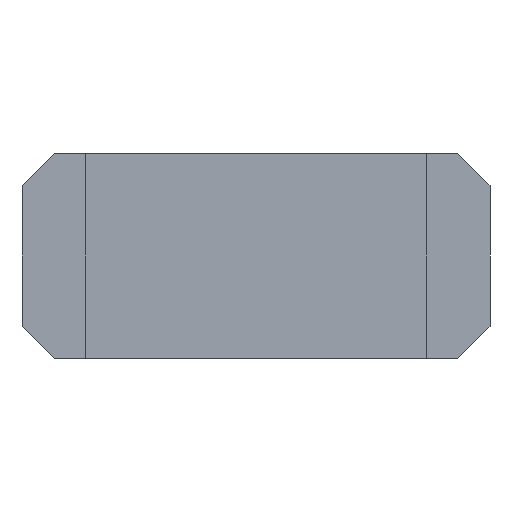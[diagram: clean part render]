
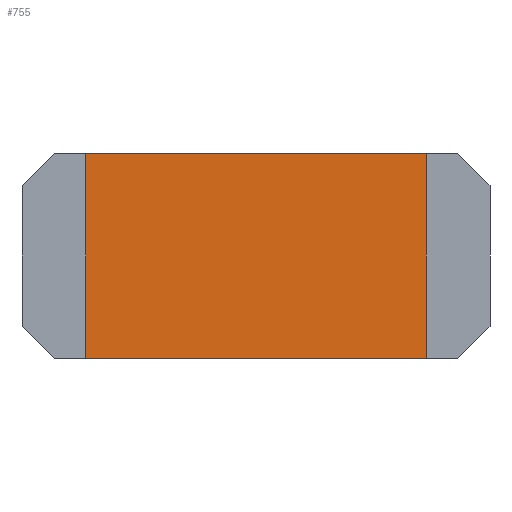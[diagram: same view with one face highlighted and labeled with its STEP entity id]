
A CAD part, front view. The second image highlights one B-rep face of the part: STEP entity #755.
In plain terms, the highlighted planar face has unit normal (0, -1, 0).
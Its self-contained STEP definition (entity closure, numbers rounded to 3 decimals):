
#18=PLANE('',#829);
#80=FACE_OUTER_BOUND('',#120,.T.);
#120=EDGE_LOOP('',(#550,#551,#552,#553));
#168=LINE('',#1194,#244);
#170=LINE('',#1198,#246);
#171=LINE('',#1200,#247);
#172=LINE('',#1201,#248);
#244=VECTOR('',#961,1000.);
#246=VECTOR('',#965,1000.);
#247=VECTOR('',#966,1000.);
#248=VECTOR('',#967,1000.);
#338=VERTEX_POINT('',#1191);
#339=VERTEX_POINT('',#1193);
#340=VERTEX_POINT('',#1197);
#341=VERTEX_POINT('',#1199);
#424=EDGE_CURVE('',#339,#338,#168,.T.);
#426=EDGE_CURVE('',#338,#340,#170,.T.);
#427=EDGE_CURVE('',#341,#340,#171,.T.);
#428=EDGE_CURVE('',#339,#341,#172,.T.);
#550=ORIENTED_EDGE('',*,*,#426,.T.);
#551=ORIENTED_EDGE('',*,*,#427,.F.);
#552=ORIENTED_EDGE('',*,*,#428,.F.);
#553=ORIENTED_EDGE('',*,*,#424,.T.);
#755=ADVANCED_FACE('',(#80),#18,.F.);
#829=AXIS2_PLACEMENT_3D('',#1196,#963,#964);
#961=DIRECTION('',(0.,0.,-1.));
#963=DIRECTION('center_axis',(0.,1.,0.));
#964=DIRECTION('ref_axis',(0.,0.,1.));
#965=DIRECTION('',(1.,0.,0.));
#966=DIRECTION('',(0.,0.,-1.));
#967=DIRECTION('',(1.,0.,0.));
#1191=CARTESIAN_POINT('',(-5.327,0.,0.));
#1193=CARTESIAN_POINT('',(-5.327,0.,6.4));
#1194=CARTESIAN_POINT('',(-5.327,0.,6.4));
#1196=CARTESIAN_POINT('Origin',(-5.327,0.,6.4));
#1197=CARTESIAN_POINT('',(5.327,0.,0.));
#1198=CARTESIAN_POINT('',(-5.327,0.,0.));
#1199=CARTESIAN_POINT('',(5.327,0.,6.4));
#1200=CARTESIAN_POINT('',(5.327,0.,6.4));
#1201=CARTESIAN_POINT('',(-5.327,0.,6.4));
